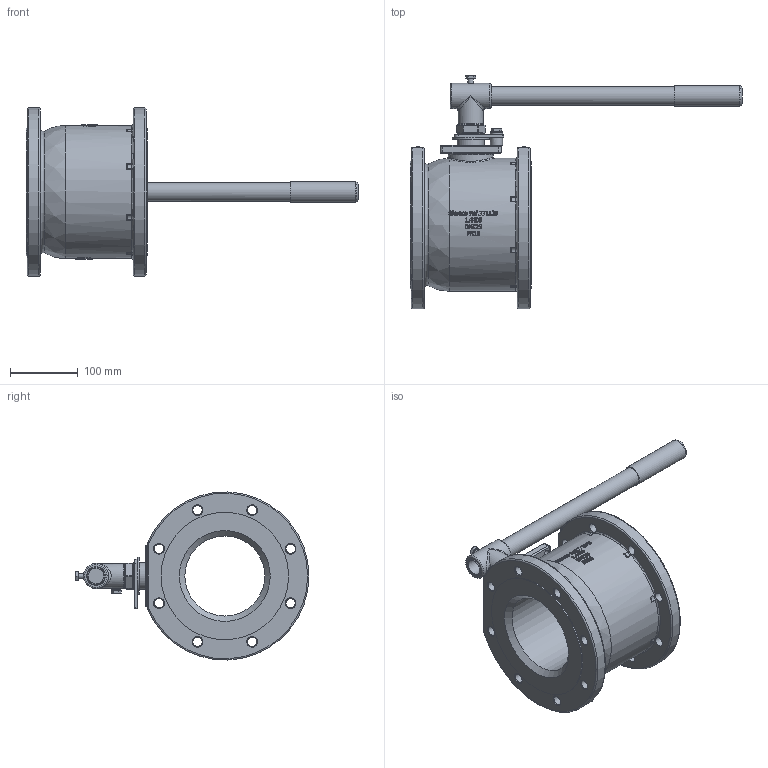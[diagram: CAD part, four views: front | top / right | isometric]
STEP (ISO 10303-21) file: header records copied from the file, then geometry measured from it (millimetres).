
FILE_DESCRIPTION(/* description */ ('771125'),/* implementation_level */ '2;1');
FILE_NAME(/* name */ '771125.stp',/* time_stamp */ '2016-05-18T13:39:35+02:00',/* author */ ('jmorand'),/* organization */ ('Sferaco'),/* preprocessor_version */ 'ST-DEVELOPER v16.1',/* originating_system */ 'Autodesk Inventor 2016',/* authorisation */ '');
FILE_SCHEMA (('AUTOMOTIVE_DESIGN { 1 0 10303 214 3 1 1 }'));
Products named in the file (1): 771125_bd
Bounding box: 489.5 x 344.8 x 247.83 mm (x, y, z)
Volume: 4232027.3 mm3; surface area: 417132.4 mm2
Topology: 3 solids, 5 shells, 2189 faces, 5890 edges, 3855 vertices
Faces by surface type: plane 995, bspline 892, cylinder 203, torus 51, cone 48
Full cylindrical faces by diameter (mm): 6.647 x2, 8 x3, 8.376 x4, 8.5 x1, 13 x3, 13.835 x16, 18 x1, 23 x1, 25.835 x1, 27 x2, 28 x1, 28.5 x1, 30 x1, 37 x2, 40 x1, 55 x1, 66 x1, 118 x1, 188 x2, 196 x1
Entity records: 85951 total; most frequent: CARTESIAN_POINT 34871, ORIENTED_EDGE 11494, DIRECTION 7449, EDGE_CURVE 5744, VERTEX_POINT 3813, LINE 3103, VECTOR 3103, EDGE_LOOP 2488
